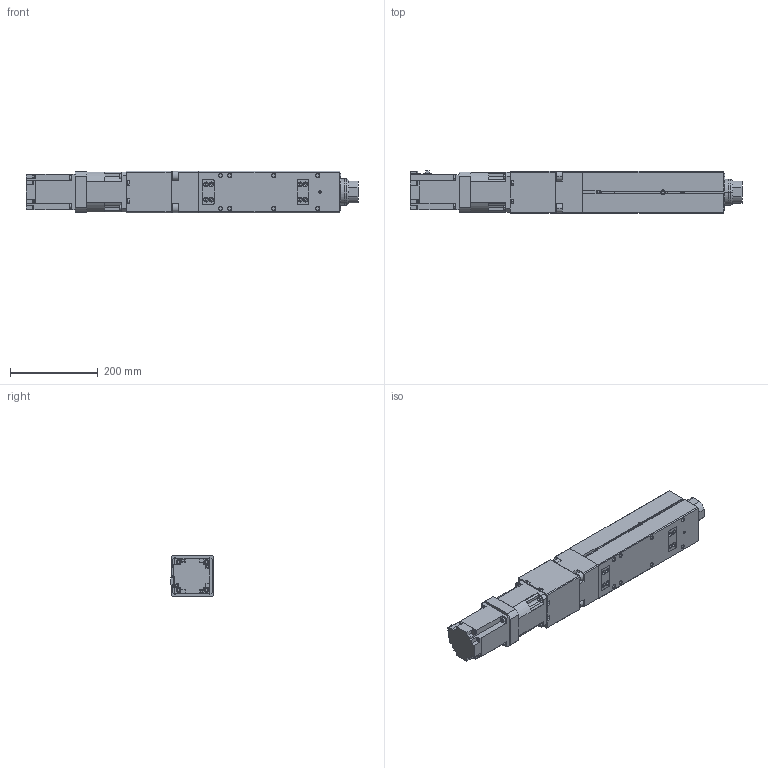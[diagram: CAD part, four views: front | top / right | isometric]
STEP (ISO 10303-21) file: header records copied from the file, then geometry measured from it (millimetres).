
FILE_DESCRIPTION (( 'STEP AP214' ), '1' );
FILE_NAME ('ETHU20BC03-20X05-0150-XXXX(2).STEP', '2025-02-26T19:50:59', ( '' ), ( '' ), 'SwSTEP 2.0', 'SolidWorks 2022', '' );
FILE_SCHEMA (( 'AUTOMOTIVE_DESIGN' ));
Length unit declared in the file: millimetre
Products named in the file (7): ETHU20-150-2; ETHU20-150FANGTOOTH; ETHU20-150-1; ETHU20-150MOTOR; ETHU20-150ROD; ETHU20BC03-20X05-0150-XXXX(2); ETHU20-150SENSOR
Assembly tree (8 placements, depth 2):
  ETHU20BC03-20X05-0150-XXXX(2)
    ETHU20-150-1
    ETHU20-150FANGTOOTH
    ETHU20-150MOTOR
    ETHU20-150-2
    ETHU20-150SENSOR  x3
    ETHU20-150ROD
Bounding box: 756.2 x 96.3 x 95 mm (x, y, z)
Volume: 6425411.2 mm3; surface area: 412276.2 mm2
Topology: 8 solids, 8 shells, 1081 faces, 2761 edges, 1783 vertices
Faces by surface type: plane 704, cylinder 253, cone 84, torus 40
Entity records: 32601 total; most frequent: CARTESIAN_POINT 6192, DIRECTION 5416, ORIENTED_EDGE 5402, EDGE_CURVE 2701, LINE 2014, VECTOR 2014, VERTEX_POINT 1743, AXIS2_PLACEMENT_3D 1701
